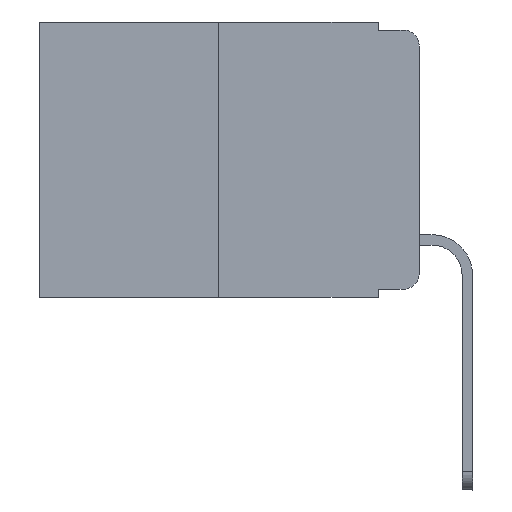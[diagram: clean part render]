
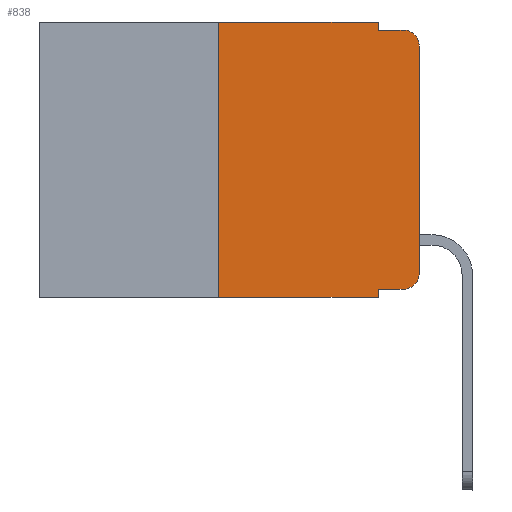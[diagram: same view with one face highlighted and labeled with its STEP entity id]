
A CAD part, left-side view. The second image highlights one B-rep face of the part: STEP entity #838.
In plain terms, the highlighted planar face has unit normal (-1, 0, 0).
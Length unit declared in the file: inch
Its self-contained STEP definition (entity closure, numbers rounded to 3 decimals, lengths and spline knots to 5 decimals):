
#20 = EDGE_CURVE ( 'NONE', #7534, #8904, #5217, .T. ) ;
#149 = CARTESIAN_POINT ( 'NONE',  ( 0., 0.02, -0.01 ) ) ;
#159 = VECTOR ( 'NONE', #9386, 39.37008 ) ;
#352 = DIRECTION ( 'NONE',  ( 0., -1., 0. ) ) ;
#609 = DIRECTION ( 'NONE',  ( 0., -1., 0. ) ) ;
#735 = CARTESIAN_POINT ( 'NONE',  ( 0., 0., 0. ) ) ;
#794 = VECTOR ( 'NONE', #5434, 39.37008 ) ;
#838 = ADVANCED_FACE ( 'NONE', ( #6993 ), #10664, .F. ) ;
#1157 = DIRECTION ( 'NONE',  ( -1., 0., 0. ) ) ;
#1366 = AXIS2_PLACEMENT_3D ( 'NONE', #11706, #2222, #3211 ) ;
#1394 = VECTOR ( 'NONE', #609, 39.37008 ) ;
#1634 = EDGE_CURVE ( 'NONE', #11318, #6188, #10981, .T. ) ;
#2032 = ORIENTED_EDGE ( 'NONE', *, *, #6991, .F. ) ;
#2107 = EDGE_CURVE ( 'NONE', #9695, #4749, #8922, .T. ) ;
#2156 = CARTESIAN_POINT ( 'NONE',  ( 0., 0.25, 0. ) ) ;
#2222 = DIRECTION ( 'NONE',  ( 1., 0., 0. ) ) ;
#2268 = CARTESIAN_POINT ( 'NONE',  ( 0., 0., -0.313 ) ) ;
#2473 = EDGE_CURVE ( 'NONE', #8904, #10828, #8374, .T. ) ;
#2653 = EDGE_CURVE ( 'NONE', #6107, #11942, #5381, .T. ) ;
#2865 = ORIENTED_EDGE ( 'NONE', *, *, #2653, .F. ) ;
#3211 = DIRECTION ( 'NONE',  ( 0., 0., -1. ) ) ;
#3391 = VECTOR ( 'NONE', #9897, 39.37008 ) ;
#3407 = EDGE_LOOP ( 'NONE', ( #8861, #6696, #2865, #5803, #7925, #2032, #5045, #6797, #6348, #5671 ) ) ;
#3799 = VECTOR ( 'NONE', #4145, 39.37008 ) ;
#3891 = CARTESIAN_POINT ( 'NONE',  ( 0., 0.051, 0. ) ) ;
#3942 = CARTESIAN_POINT ( 'NONE',  ( 0., 0., -0.03 ) ) ;
#3978 = CARTESIAN_POINT ( 'NONE',  ( 0., 0.473, 0. ) ) ;
#4145 = DIRECTION ( 'NONE',  ( 0., 0., 1. ) ) ;
#4176 = CARTESIAN_POINT ( 'NONE',  ( 0., 0.051, -0.343 ) ) ;
#4549 = EDGE_CURVE ( 'NONE', #4749, #6107, #7922, .T. ) ;
#4568 = EDGE_CURVE ( 'NONE', #10828, #9717, #6850, .T. ) ;
#4716 = CARTESIAN_POINT ( 'NONE',  ( 0., 0.051, -0.01 ) ) ;
#4749 = VERTEX_POINT ( 'NONE', #6500 ) ;
#4807 = VECTOR ( 'NONE', #9147, 39.37008 ) ;
#5045 = ORIENTED_EDGE ( 'NONE', *, *, #1634, .T. ) ;
#5217 = LINE ( 'NONE', #7168, #4807 ) ;
#5381 = LINE ( 'NONE', #5580, #159 ) ;
#5434 = DIRECTION ( 'NONE',  ( 0., 0., 1. ) ) ;
#5580 = CARTESIAN_POINT ( 'NONE',  ( 0., 0.051, -0.01 ) ) ;
#5650 = CARTESIAN_POINT ( 'NONE',  ( 0., 0.25, 0. ) ) ;
#5671 = ORIENTED_EDGE ( 'NONE', *, *, #2473, .T. ) ;
#5803 = ORIENTED_EDGE ( 'NONE', *, *, #4549, .F. ) ;
#5997 = DIRECTION ( 'NONE',  ( -1., 0., 0. ) ) ;
#6094 = LINE ( 'NONE', #10893, #3391 ) ;
#6107 = VERTEX_POINT ( 'NONE', #4716 ) ;
#6188 = VERTEX_POINT ( 'NONE', #4176 ) ;
#6195 = VECTOR ( 'NONE', #9532, 39.37008 ) ;
#6348 = ORIENTED_EDGE ( 'NONE', *, *, #20, .T. ) ;
#6500 = CARTESIAN_POINT ( 'NONE',  ( 0., 0.051, 0. ) ) ;
#6685 = CIRCLE ( 'NONE', #12043, 0.02 ) ;
#6696 = ORIENTED_EDGE ( 'NONE', *, *, #11669, .T. ) ;
#6797 = ORIENTED_EDGE ( 'NONE', *, *, #7004, .F. ) ;
#6798 = CARTESIAN_POINT ( 'NONE',  ( 0., 0.02, -0.313 ) ) ;
#6826 = DIRECTION ( 'NONE',  ( 0., 0., -1. ) ) ;
#6850 = LINE ( 'NONE', #735, #794 ) ;
#6966 = AXIS2_PLACEMENT_3D ( 'NONE', #6798, #1157, #7209 ) ;
#6991 = EDGE_CURVE ( 'NONE', #11318, #9695, #8044, .T. ) ;
#6993 = FACE_OUTER_BOUND ( 'NONE', #3407, .T. ) ;
#7004 = EDGE_CURVE ( 'NONE', #7534, #6188, #6094, .T. ) ;
#7168 = CARTESIAN_POINT ( 'NONE',  ( 0., 0.051, -0.333 ) ) ;
#7209 = DIRECTION ( 'NONE',  ( 0., 0., -1. ) ) ;
#7534 = VERTEX_POINT ( 'NONE', #10770 ) ;
#7809 = CARTESIAN_POINT ( 'NONE',  ( 0., 0.02, -0.333 ) ) ;
#7922 = LINE ( 'NONE', #3891, #6195 ) ;
#7925 = ORIENTED_EDGE ( 'NONE', *, *, #2107, .F. ) ;
#8044 = LINE ( 'NONE', #2156, #3799 ) ;
#8374 = CIRCLE ( 'NONE', #6966, 0.02 ) ;
#8861 = ORIENTED_EDGE ( 'NONE', *, *, #4568, .T. ) ;
#8904 = VERTEX_POINT ( 'NONE', #7809 ) ;
#8922 = LINE ( 'NONE', #3978, #12322 ) ;
#9003 = CARTESIAN_POINT ( 'NONE',  ( 0., 0.25, -0.343 ) ) ;
#9147 = DIRECTION ( 'NONE',  ( 0., -1., 0. ) ) ;
#9386 = DIRECTION ( 'NONE',  ( 0., -1., 0. ) ) ;
#9532 = DIRECTION ( 'NONE',  ( 0., 0., -1. ) ) ;
#9695 = VERTEX_POINT ( 'NONE', #5650 ) ;
#9717 = VERTEX_POINT ( 'NONE', #3942 ) ;
#9897 = DIRECTION ( 'NONE',  ( 0., 0., -1. ) ) ;
#10664 = PLANE ( 'NONE',  #1366 ) ;
#10744 = CARTESIAN_POINT ( 'NONE',  ( 0., 0.02, -0.03 ) ) ;
#10770 = CARTESIAN_POINT ( 'NONE',  ( 0., 0.051, -0.333 ) ) ;
#10828 = VERTEX_POINT ( 'NONE', #2268 ) ;
#10893 = CARTESIAN_POINT ( 'NONE',  ( 0., 0.051, 0. ) ) ;
#10981 = LINE ( 'NONE', #11909, #1394 ) ;
#11318 = VERTEX_POINT ( 'NONE', #9003 ) ;
#11669 = EDGE_CURVE ( 'NONE', #9717, #11942, #6685, .T. ) ;
#11706 = CARTESIAN_POINT ( 'NONE',  ( 0., 0.473, 0. ) ) ;
#11909 = CARTESIAN_POINT ( 'NONE',  ( 0., 0.473, -0.343 ) ) ;
#11942 = VERTEX_POINT ( 'NONE', #149 ) ;
#12043 = AXIS2_PLACEMENT_3D ( 'NONE', #10744, #5997, #6826 ) ;
#12322 = VECTOR ( 'NONE', #352, 39.37008 ) ;
